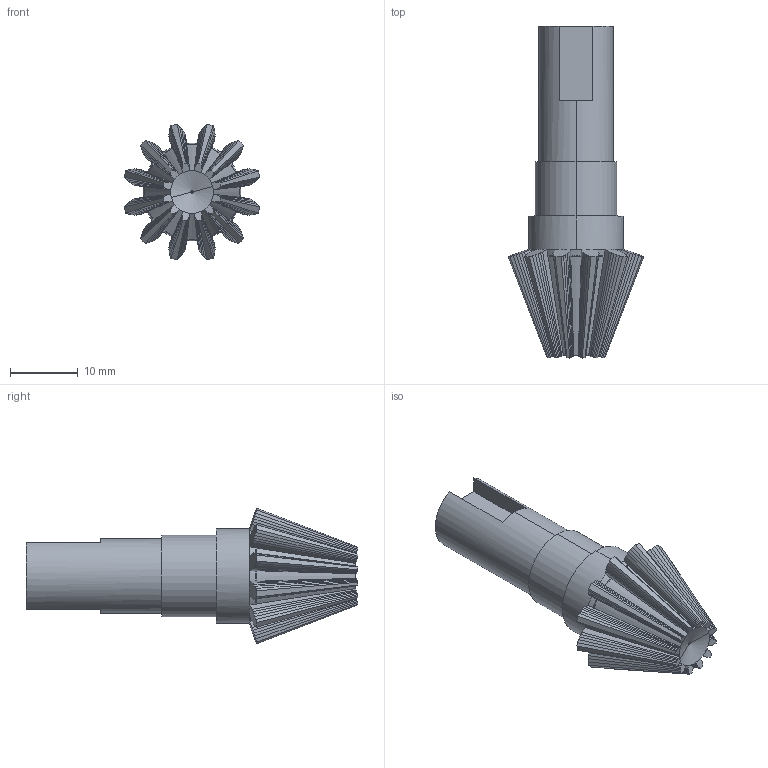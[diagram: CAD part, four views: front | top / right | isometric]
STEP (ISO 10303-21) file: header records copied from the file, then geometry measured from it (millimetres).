
FILE_DESCRIPTION (( 'STEP AP203' ), '1' );
FILE_NAME ('Small Bevel Gear - Copy.STEP', '2025-12-09T16:42:51', ( '' ), ( '' ), 'SwSTEP 2.0', 'SolidWorks 2025', '' );
FILE_SCHEMA (( 'CONFIG_CONTROL_DESIGN' ));
Length unit declared in the file: millimetre
Products named in the file (1): Small Bevel Gear - Copy
Bounding box: 20 x 48.91 x 20 mm (x, y, z)
Volume: 5232.9 mm3; surface area: 2946.4 mm2
Topology: 1 solids, 1 shells, 292 faces, 847 edges, 560 vertices
Faces by surface type: plane 235, cone 38, cylinder 19
Entity records: 9758 total; most frequent: CARTESIAN_POINT 2312, ORIENTED_EDGE 1694, DIRECTION 1345, EDGE_CURVE 847, VECTOR 575, LINE 575, VERTEX_POINT 560, AXIS2_PLACEMENT_3D 385
